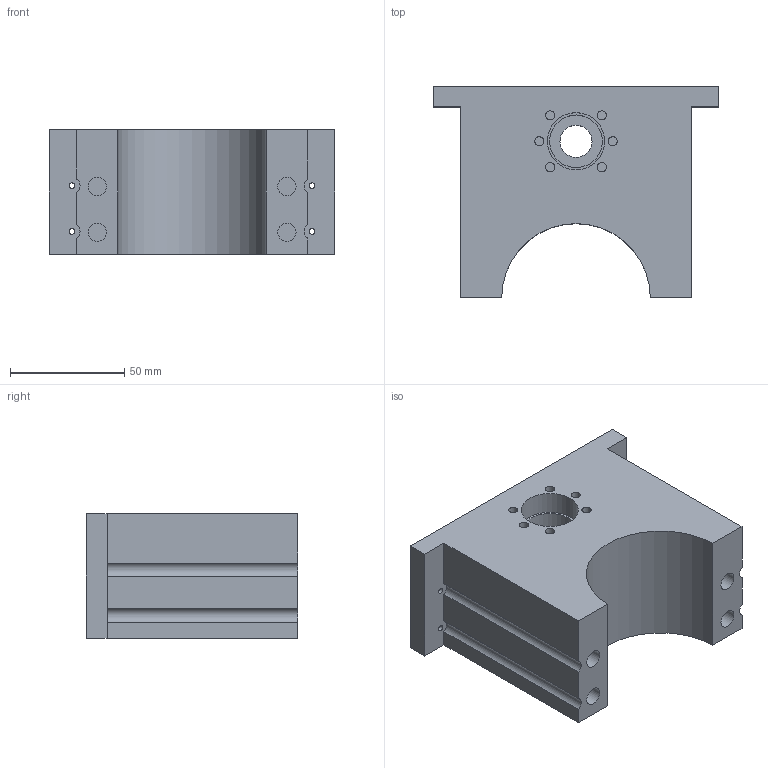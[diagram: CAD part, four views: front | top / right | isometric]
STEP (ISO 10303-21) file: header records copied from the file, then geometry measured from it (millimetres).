
FILE_DESCRIPTION(/* description */ (''),/* implementation_level */ '2;1');
FILE_NAME(/* name */ 'CNC_spindlemount.step',/* time_stamp */ '2024-07-18T11:52:22-07:00',/* author */ (''),/* organization */ (''),/* preprocessor_version */ 'ST-DEVELOPER v20',/* originating_system */ 'Autodesk Translation Framework v13.14.0.145',/* authorisation */ '');
FILE_SCHEMA (('AUTOMOTIVE_DESIGN { 1 0 10303 214 3 1 1 }'));
Length unit declared in the file: millimetre
Products named in the file (1): CNC Assembly_gge6 v1
Bounding box: 125 x 92.3 x 54.5 mm (x, y, z)
Volume: 397895.5 mm3; surface area: 54728.3 mm2
Topology: 1 solids, 3 shells, 78 faces, 157 edges, 106 vertices
Faces by surface type: cylinder 39, plane 39
Full cylindrical faces by diameter (mm): 2.5 x8, 4 x6, 5 x4, 8 x4, 14 x1, 23 x1, 25 x1
Entity records: 2251 total; most frequent: CARTESIAN_POINT 494, DIRECTION 373, ORIENTED_EDGE 314, EDGE_CURVE 157, AXIS2_PLACEMENT_3D 145, EDGE_LOOP 109, VERTEX_POINT 106, LINE 83
